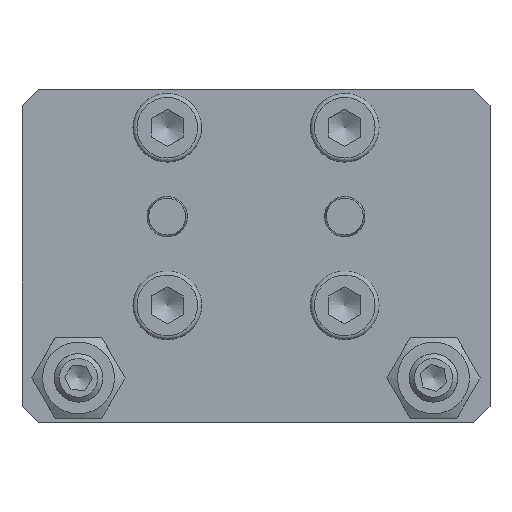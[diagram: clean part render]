
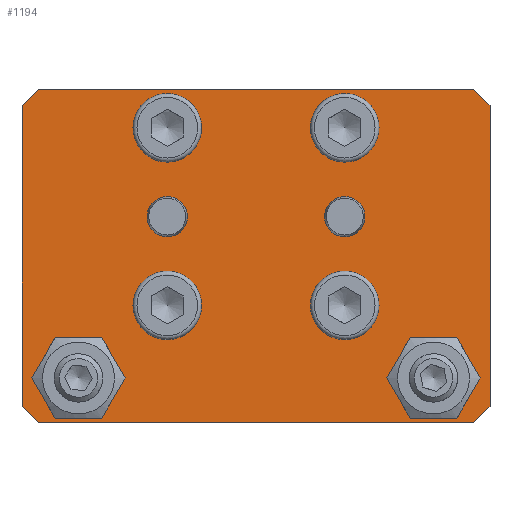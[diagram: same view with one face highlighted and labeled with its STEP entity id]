
A CAD part, top view. The second image highlights one B-rep face of the part: STEP entity #1194.
In plain terms, the highlighted planar face has unit normal (0, 0, 1).
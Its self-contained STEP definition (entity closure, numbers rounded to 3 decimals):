
#122=FACE_BOUND('',#262,.T.);
#123=FACE_BOUND('',#263,.T.);
#124=FACE_BOUND('',#264,.T.);
#125=FACE_BOUND('',#265,.T.);
#126=FACE_BOUND('',#266,.T.);
#127=FACE_BOUND('',#267,.T.);
#128=FACE_BOUND('',#268,.T.);
#129=FACE_BOUND('',#269,.T.);
#144=PLANE('',#1409);
#189=FACE_OUTER_BOUND('',#261,.T.);
#261=EDGE_LOOP('',(#915,#916,#917,#918,#919,#920,#921,#922));
#262=EDGE_LOOP('',(#923,#924));
#263=EDGE_LOOP('',(#925,#926));
#264=EDGE_LOOP('',(#927,#928));
#265=EDGE_LOOP('',(#929,#930));
#266=EDGE_LOOP('',(#931,#932));
#267=EDGE_LOOP('',(#933,#934));
#268=EDGE_LOOP('',(#935,#936));
#269=EDGE_LOOP('',(#937,#938));
#329=LINE('',#1946,#408);
#335=LINE('',#1957,#414);
#342=LINE('',#1972,#421);
#345=LINE('',#1977,#424);
#346=LINE('',#1981,#425);
#349=LINE('',#1985,#428);
#350=LINE('',#1988,#429);
#352=LINE('',#1991,#431);
#408=VECTOR('',#1588,10.);
#414=VECTOR('',#1596,10.);
#421=VECTOR('',#1607,10.);
#424=VECTOR('',#1612,10.);
#425=VECTOR('',#1615,10.);
#428=VECTOR('',#1620,10.);
#429=VECTOR('',#1623,10.);
#431=VECTOR('',#1627,10.);
#479=CIRCLE('',#1369,2.459);
#480=CIRCLE('',#1370,2.459);
#482=CIRCLE('',#1373,2.459);
#483=CIRCLE('',#1374,2.459);
#485=CIRCLE('',#1377,2.5);
#486=CIRCLE('',#1378,2.5);
#488=CIRCLE('',#1381,2.5);
#489=CIRCLE('',#1382,2.5);
#491=CIRCLE('',#1385,2.75);
#492=CIRCLE('',#1386,2.75);
#494=CIRCLE('',#1389,2.75);
#495=CIRCLE('',#1390,2.75);
#497=CIRCLE('',#1393,2.75);
#498=CIRCLE('',#1394,2.75);
#500=CIRCLE('',#1397,2.75);
#501=CIRCLE('',#1398,2.75);
#542=VERTEX_POINT('',#1880);
#543=VERTEX_POINT('',#1881);
#545=VERTEX_POINT('',#1888);
#546=VERTEX_POINT('',#1889);
#548=VERTEX_POINT('',#1896);
#549=VERTEX_POINT('',#1897);
#551=VERTEX_POINT('',#1904);
#552=VERTEX_POINT('',#1905);
#554=VERTEX_POINT('',#1912);
#555=VERTEX_POINT('',#1913);
#557=VERTEX_POINT('',#1920);
#558=VERTEX_POINT('',#1921);
#560=VERTEX_POINT('',#1928);
#561=VERTEX_POINT('',#1929);
#563=VERTEX_POINT('',#1936);
#564=VERTEX_POINT('',#1937);
#566=VERTEX_POINT('',#1944);
#567=VERTEX_POINT('',#1945);
#571=VERTEX_POINT('',#1955);
#577=VERTEX_POINT('',#1971);
#578=VERTEX_POINT('',#1975);
#579=VERTEX_POINT('',#1979);
#580=VERTEX_POINT('',#1980);
#581=VERTEX_POINT('',#1987);
#659=EDGE_CURVE('',#542,#543,#479,.T.);
#660=EDGE_CURVE('',#543,#542,#480,.T.);
#663=EDGE_CURVE('',#545,#546,#482,.T.);
#664=EDGE_CURVE('',#546,#545,#483,.T.);
#667=EDGE_CURVE('',#548,#549,#485,.T.);
#668=EDGE_CURVE('',#549,#548,#486,.T.);
#671=EDGE_CURVE('',#551,#552,#488,.T.);
#672=EDGE_CURVE('',#552,#551,#489,.T.);
#675=EDGE_CURVE('',#554,#555,#491,.T.);
#676=EDGE_CURVE('',#555,#554,#492,.T.);
#679=EDGE_CURVE('',#557,#558,#494,.T.);
#680=EDGE_CURVE('',#558,#557,#495,.T.);
#683=EDGE_CURVE('',#560,#561,#497,.T.);
#684=EDGE_CURVE('',#561,#560,#498,.T.);
#687=EDGE_CURVE('',#563,#564,#500,.T.);
#688=EDGE_CURVE('',#564,#563,#501,.T.);
#691=EDGE_CURVE('',#566,#567,#329,.T.);
#697=EDGE_CURVE('',#566,#571,#335,.T.);
#704=EDGE_CURVE('',#577,#571,#342,.T.);
#707=EDGE_CURVE('',#577,#578,#345,.T.);
#708=EDGE_CURVE('',#579,#580,#346,.T.);
#711=EDGE_CURVE('',#579,#567,#349,.T.);
#712=EDGE_CURVE('',#581,#578,#350,.T.);
#714=EDGE_CURVE('',#581,#580,#352,.T.);
#915=ORIENTED_EDGE('',*,*,#691,.F.);
#916=ORIENTED_EDGE('',*,*,#697,.T.);
#917=ORIENTED_EDGE('',*,*,#704,.F.);
#918=ORIENTED_EDGE('',*,*,#707,.T.);
#919=ORIENTED_EDGE('',*,*,#712,.F.);
#920=ORIENTED_EDGE('',*,*,#714,.T.);
#921=ORIENTED_EDGE('',*,*,#708,.F.);
#922=ORIENTED_EDGE('',*,*,#711,.T.);
#923=ORIENTED_EDGE('',*,*,#659,.T.);
#924=ORIENTED_EDGE('',*,*,#660,.T.);
#925=ORIENTED_EDGE('',*,*,#663,.T.);
#926=ORIENTED_EDGE('',*,*,#664,.T.);
#927=ORIENTED_EDGE('',*,*,#667,.T.);
#928=ORIENTED_EDGE('',*,*,#668,.T.);
#929=ORIENTED_EDGE('',*,*,#671,.T.);
#930=ORIENTED_EDGE('',*,*,#672,.T.);
#931=ORIENTED_EDGE('',*,*,#675,.T.);
#932=ORIENTED_EDGE('',*,*,#676,.T.);
#933=ORIENTED_EDGE('',*,*,#679,.T.);
#934=ORIENTED_EDGE('',*,*,#680,.T.);
#935=ORIENTED_EDGE('',*,*,#683,.T.);
#936=ORIENTED_EDGE('',*,*,#684,.T.);
#937=ORIENTED_EDGE('',*,*,#687,.T.);
#938=ORIENTED_EDGE('',*,*,#688,.T.);
#1194=ADVANCED_FACE('',(#189,#122,#123,#124,#125,#126,#127,#128,#129),#144,
 .T.);
#1369=AXIS2_PLACEMENT_3D('',#1882,#1516,#1517);
#1370=AXIS2_PLACEMENT_3D('',#1883,#1518,#1519);
#1373=AXIS2_PLACEMENT_3D('',#1890,#1525,#1526);
#1374=AXIS2_PLACEMENT_3D('',#1891,#1527,#1528);
#1377=AXIS2_PLACEMENT_3D('',#1898,#1534,#1535);
#1378=AXIS2_PLACEMENT_3D('',#1899,#1536,#1537);
#1381=AXIS2_PLACEMENT_3D('',#1906,#1543,#1544);
#1382=AXIS2_PLACEMENT_3D('',#1907,#1545,#1546);
#1385=AXIS2_PLACEMENT_3D('',#1914,#1552,#1553);
#1386=AXIS2_PLACEMENT_3D('',#1915,#1554,#1555);
#1389=AXIS2_PLACEMENT_3D('',#1922,#1561,#1562);
#1390=AXIS2_PLACEMENT_3D('',#1923,#1563,#1564);
#1393=AXIS2_PLACEMENT_3D('',#1930,#1570,#1571);
#1394=AXIS2_PLACEMENT_3D('',#1931,#1572,#1573);
#1397=AXIS2_PLACEMENT_3D('',#1938,#1579,#1580);
#1398=AXIS2_PLACEMENT_3D('',#1939,#1581,#1582);
#1409=AXIS2_PLACEMENT_3D('',#1992,#1628,#1629);
#1516=DIRECTION('center_axis',(0.,0.,-1.));
#1517=DIRECTION('ref_axis',(1.,0.,0.));
#1518=DIRECTION('center_axis',(0.,0.,-1.));
#1519=DIRECTION('ref_axis',(1.,0.,0.));
#1525=DIRECTION('center_axis',(0.,0.,-1.));
#1526=DIRECTION('ref_axis',(1.,0.,0.));
#1527=DIRECTION('center_axis',(0.,0.,-1.));
#1528=DIRECTION('ref_axis',(1.,0.,0.));
#1534=DIRECTION('center_axis',(0.,0.,-1.));
#1535=DIRECTION('ref_axis',(1.,0.,0.));
#1536=DIRECTION('center_axis',(0.,0.,-1.));
#1537=DIRECTION('ref_axis',(1.,0.,0.));
#1543=DIRECTION('center_axis',(0.,0.,-1.));
#1544=DIRECTION('ref_axis',(1.,0.,0.));
#1545=DIRECTION('center_axis',(0.,0.,-1.));
#1546=DIRECTION('ref_axis',(1.,0.,0.));
#1552=DIRECTION('center_axis',(0.,0.,-1.));
#1553=DIRECTION('ref_axis',(1.,0.,0.));
#1554=DIRECTION('center_axis',(0.,0.,-1.));
#1555=DIRECTION('ref_axis',(1.,0.,0.));
#1561=DIRECTION('center_axis',(0.,0.,-1.));
#1562=DIRECTION('ref_axis',(1.,0.,0.));
#1563=DIRECTION('center_axis',(0.,0.,-1.));
#1564=DIRECTION('ref_axis',(1.,0.,0.));
#1570=DIRECTION('center_axis',(0.,0.,-1.));
#1571=DIRECTION('ref_axis',(1.,0.,0.));
#1572=DIRECTION('center_axis',(0.,0.,-1.));
#1573=DIRECTION('ref_axis',(1.,0.,0.));
#1579=DIRECTION('center_axis',(0.,0.,-1.));
#1580=DIRECTION('ref_axis',(1.,0.,0.));
#1581=DIRECTION('center_axis',(0.,0.,-1.));
#1582=DIRECTION('ref_axis',(1.,0.,0.));
#1588=DIRECTION('',(0.707,0.707,0.));
#1596=DIRECTION('',(0.,-1.,0.));
#1607=DIRECTION('',(-0.707,0.707,0.));
#1612=DIRECTION('',(1.,0.,0.));
#1615=DIRECTION('',(0.707,-0.707,0.));
#1620=DIRECTION('',(-1.,0.,0.));
#1623=DIRECTION('',(-0.707,-0.707,0.));
#1627=DIRECTION('',(0.,1.,0.));
#1628=DIRECTION('center_axis',(0.,0.,1.));
#1629=DIRECTION('ref_axis',(1.,0.,0.));
#1880=CARTESIAN_POINT('',(24.459,-15.125,7.));
#1881=CARTESIAN_POINT('',(19.542,-15.125,7.));
#1882=CARTESIAN_POINT('Origin',(22.,-15.125,7.));
#1883=CARTESIAN_POINT('Origin',(22.,-15.125,7.));
#1888=CARTESIAN_POINT('',(-19.542,-15.125,7.));
#1889=CARTESIAN_POINT('',(-24.459,-15.125,7.));
#1890=CARTESIAN_POINT('Origin',(-22.,-15.125,7.));
#1891=CARTESIAN_POINT('Origin',(-22.,-15.125,7.));
#1896=CARTESIAN_POINT('',(-8.5,4.875,7.));
#1897=CARTESIAN_POINT('',(-13.5,4.875,7.));
#1898=CARTESIAN_POINT('Origin',(-11.,4.875,7.));
#1899=CARTESIAN_POINT('Origin',(-11.,4.875,7.));
#1904=CARTESIAN_POINT('',(13.5,4.875,7.));
#1905=CARTESIAN_POINT('',(8.5,4.875,7.));
#1906=CARTESIAN_POINT('Origin',(11.,4.875,7.));
#1907=CARTESIAN_POINT('Origin',(11.,4.875,7.));
#1912=CARTESIAN_POINT('',(13.75,15.875,7.));
#1913=CARTESIAN_POINT('',(8.25,15.875,7.));
#1914=CARTESIAN_POINT('Origin',(11.,15.875,7.));
#1915=CARTESIAN_POINT('Origin',(11.,15.875,7.));
#1920=CARTESIAN_POINT('',(13.75,-6.125,7.));
#1921=CARTESIAN_POINT('',(8.25,-6.125,7.));
#1922=CARTESIAN_POINT('Origin',(11.,-6.125,7.));
#1923=CARTESIAN_POINT('Origin',(11.,-6.125,7.));
#1928=CARTESIAN_POINT('',(-8.25,-6.125,7.));
#1929=CARTESIAN_POINT('',(-13.75,-6.125,7.));
#1930=CARTESIAN_POINT('Origin',(-11.,-6.125,7.));
#1931=CARTESIAN_POINT('Origin',(-11.,-6.125,7.));
#1936=CARTESIAN_POINT('',(-8.25,15.875,7.));
#1937=CARTESIAN_POINT('',(-13.75,15.875,7.));
#1938=CARTESIAN_POINT('Origin',(-11.,15.875,7.));
#1939=CARTESIAN_POINT('Origin',(-11.,15.875,7.));
#1944=CARTESIAN_POINT('',(-29.,18.625,7.));
#1945=CARTESIAN_POINT('',(-27.,20.625,7.));
#1946=CARTESIAN_POINT('',(-25.906,21.719,7.));
#1955=CARTESIAN_POINT('',(-29.,-18.625,7.));
#1957=CARTESIAN_POINT('',(-29.,20.625,7.));
#1971=CARTESIAN_POINT('',(-27.,-20.625,7.));
#1972=CARTESIAN_POINT('',(-25.906,-21.719,7.));
#1975=CARTESIAN_POINT('',(27.,-20.625,7.));
#1977=CARTESIAN_POINT('',(-29.,-20.625,7.));
#1979=CARTESIAN_POINT('',(27.,20.625,7.));
#1980=CARTESIAN_POINT('',(29.,18.625,7.));
#1981=CARTESIAN_POINT('',(25.906,21.719,7.));
#1985=CARTESIAN_POINT('',(29.,20.625,7.));
#1987=CARTESIAN_POINT('',(29.,-18.625,7.));
#1988=CARTESIAN_POINT('',(25.906,-21.719,7.));
#1991=CARTESIAN_POINT('',(29.,-20.625,7.));
#1992=CARTESIAN_POINT('Origin',(0.,0.,7.));
